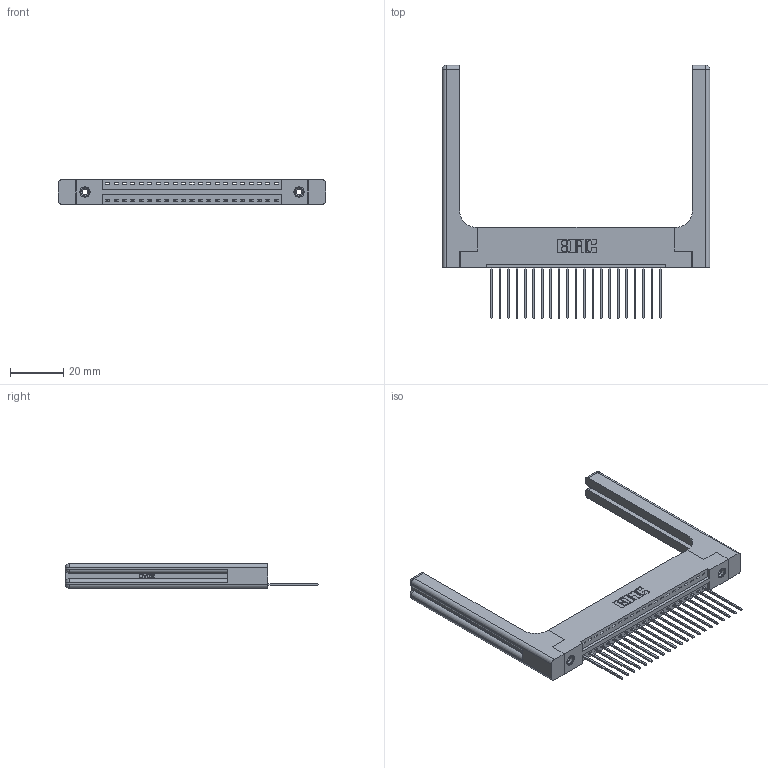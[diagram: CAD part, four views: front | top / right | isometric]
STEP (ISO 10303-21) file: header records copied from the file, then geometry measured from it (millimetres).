
FILE_DESCRIPTION (( 'STEP AP203' ), '1' );
FILE_NAME ('346-021-541-158.STEP', '2022-05-05T18:24:44', ( '' ), ( '' ), 'SwSTEP 2.0', 'SolidWorks 2020', '' );
FILE_SCHEMA (( 'CONFIG_CONTROL_DESIGN' ));
Length unit declared in the file: inch
Products named in the file (5): 346-021-541-158; 346-220-058_345-220-058; 346 Part_Flush Mounting Lugs - 0.156 Dia-TH; 345-250-001_345-250-001-102; 345-292-001_345-293-141
Assembly tree (26 placements, depth 2):
  346-021-541-158
    346 Part_Flush Mounting Lugs - 0.156 Dia-TH
    345-292-001_345-293-141  x21
    345-250-001_345-250-001-102  x2
    346-220-058_345-220-058  x2
Bounding box: 100.74 x 95.25 x 9.4 mm (x, y, z)
Volume: 17067.6 mm3; surface area: 17324.5 mm2
Topology: 26 solids, 26 shells, 1610 faces, 4727 edges, 3102 vertices
Faces by surface type: plane 1078, cylinder 472, bspline 36, cone 12, sphere 8, torus 4
Entity records: 21476 total; most frequent: CARTESIAN_POINT 4670, ORIENTED_EDGE 3420, DIRECTION 3076, EDGE_CURVE 1710, LINE 1402, VECTOR 1402, VERTEX_POINT 1130, AXIS2_PLACEMENT_3D 837
